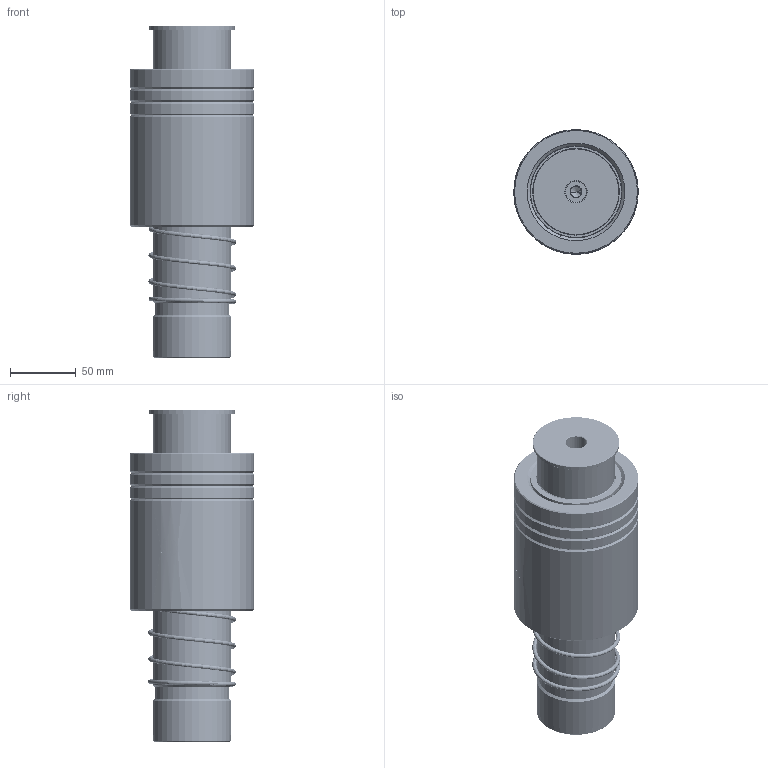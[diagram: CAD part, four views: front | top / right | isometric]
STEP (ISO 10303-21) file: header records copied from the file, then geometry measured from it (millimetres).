
FILE_DESCRIPTION (( 'STEP AP214' ), '1' );
FILE_NAME ('EKS EKJ-D60-L220(BL-120).STEP', '2021-09-27T03:09:51', ( '' ), ( '' ), 'SwSTEP 2.0', 'SolidWorks 2016', '' );
FILE_SCHEMA (( 'AUTOMOTIVE_DESIGN' ));
Length unit declared in the file: millimetre
Products named in the file (301): BALL-D5; EKS EKJ-D60-L220(BL-120); BJ-D69.5-60.5-L110; BJ BS-69.5-60.5-L110郪蚾; GTK-D66-d59; HWP-D66.9-60.5-L90; MGK-D60-L220; TBB-D95-d70-L120
Assembly tree (295 placements, depth 3):
  BALL-D5
  BALL-D5
  BALL-D5
  BALL-D5
  BALL-D5
Bounding box: 95 x 95 x 253 mm (x, y, z)
Volume: 1198253.4 mm3; surface area: 232162.9 mm2
Topology: 291 solids, 291 shells, 1277 faces, 5465 edges, 3627 vertices
Faces by surface type: sphere 1144, cone 42, cylinder 38, plane 21, torus 18, bspline 14
Entity records: 56651 total; most frequent: CARTESIAN_POINT 33200, ORIENTED_EDGE 4052, DIRECTION 3528, EDGE_CURVE 2026, AXIS2_PLACEMENT_3D 1714, VERTEX_POINT 1327, EDGE_LOOP 1281, B_SPLINE_CURVE_WITH_KNOTS 1209
